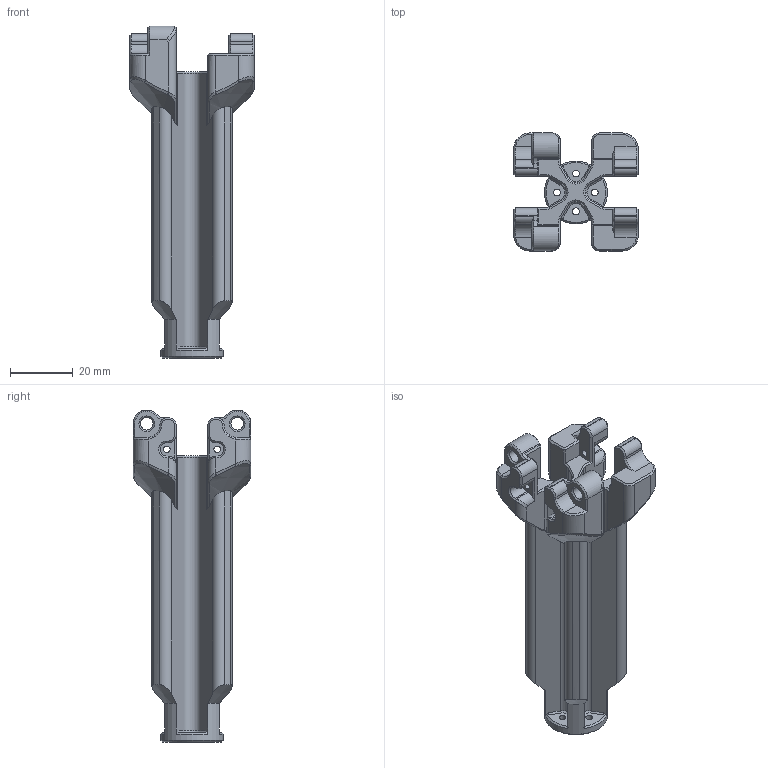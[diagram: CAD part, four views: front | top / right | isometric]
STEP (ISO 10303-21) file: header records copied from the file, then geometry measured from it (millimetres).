
FILE_DESCRIPTION(/* description */ (''),/* implementation_level */ '2;1');
FILE_NAME(/* name */ 'L5 rev.step',/* time_stamp */ '2025-08-21T21:01:16+02:00',/* author */ (''),/* organization */ (''),/* preprocessor_version */ 'ST-DEVELOPER v20.1',/* originating_system */ 'Autodesk Translation Framework v14.10.0.0',/* authorisation */ '');
FILE_SCHEMA (('AUTOMOTIVE_DESIGN { 1 0 10303 214 3 1 1 }'));
Length unit declared in the file: millimetre
Products named in the file (1): L5
Bounding box: 39.5 x 37.49 x 105.5 mm (x, y, z)
Volume: 33637.2 mm3; surface area: 16644.1 mm2
Topology: 1 solids, 1 shells, 400 faces, 1025 edges, 625 vertices
Faces by surface type: plane 145, bspline 102, cone 77, cylinder 76
Full cylindrical faces by diameter (mm): 2.1 x7, 2.2 x1, 4 x2, 20 x1
Entity records: 14827 total; most frequent: CARTESIAN_POINT 5865, ORIENTED_EDGE 2050, DIRECTION 1539, EDGE_CURVE 1025, VERTEX_POINT 625, LINE 555, VECTOR 555, AXIS2_PLACEMENT_3D 492
